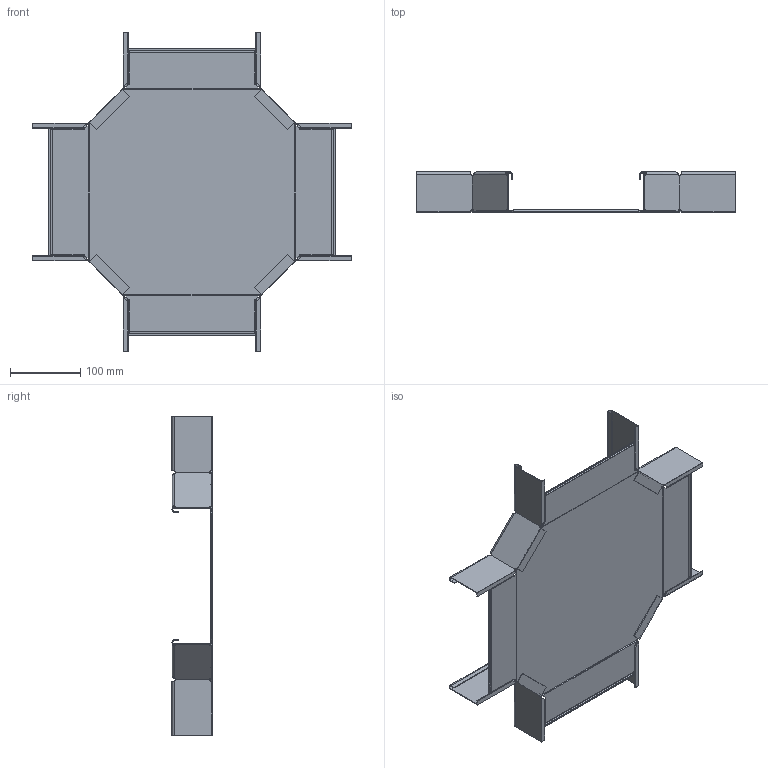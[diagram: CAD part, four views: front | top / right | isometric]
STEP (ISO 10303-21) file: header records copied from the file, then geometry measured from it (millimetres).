
FILE_DESCRIPTION (( 'STEP AP214' ), '1' );
FILE_NAME ('7027413.STEP', '2025-03-13T10:30:18', ( '' ), ( '' ), 'SwSTEP 2.0', 'SolidWorks 2024', '' );
FILE_SCHEMA (( 'AUTOMOTIVE_DESIGN' ));
Length unit declared in the file: millimetre
Products named in the file (3): 167655_60x90°; 7027413; 171992_200
Assembly tree (5 placements, depth 2):
  7027413
    171992_200
    167655_60x90°  x4
Bounding box: 453.97 x 57 x 453.97 mm (x, y, z)
Volume: 179828.8 mm3; surface area: 392147.3 mm2
Topology: 5 solids, 5 shells, 370 faces, 984 edges, 624 vertices
Faces by surface type: plane 250, cylinder 72, bspline 48
Entity records: 5752 total; most frequent: CARTESIAN_POINT 1860, ORIENTED_EDGE 888, DIRECTION 648, EDGE_CURVE 444, VERTEX_POINT 288, VECTOR 248, LINE 248, AXIS2_PLACEMENT_3D 200
